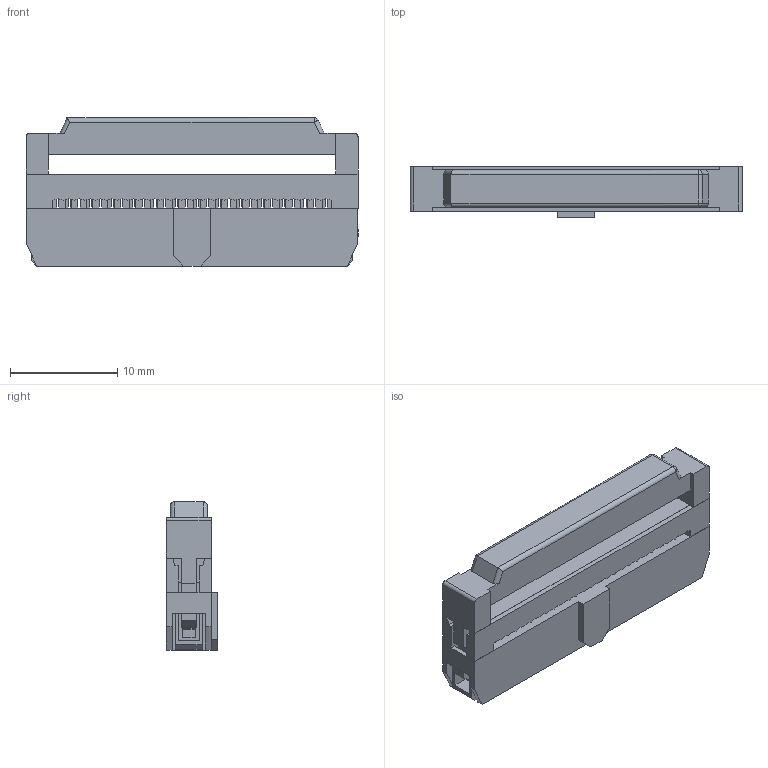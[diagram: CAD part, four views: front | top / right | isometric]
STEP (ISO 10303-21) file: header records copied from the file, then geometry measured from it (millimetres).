
FILE_DESCRIPTION( ( 'Unknown' ), '1' );
FILE_NAME( '62502623021.stp', 'Unknown', ( 'Unknown' ), ( 'Unknown' ), 'PSStep 15.0.49', 'Unknown', ' ' );
FILE_SCHEMA( ( 'AUTOMOTIVE_DESIGN { 1 0 10303 214 1 1 1 1 }' ) );
Length unit declared in the file: millimetre
Products named in the file (5): Assem1; 6250xx23021_PIN; 61202623021; 61202623021_PAD; 61202623021_Strain_relief
Assembly tree (29 placements, depth 2):
  Assem1
    6250xx23021_PIN  x26
    61202623021
    61202623021_PAD
    61202623021_Strain_relief
Bounding box: 31 x 4.8 x 13.85 mm (x, y, z)
Volume: 1248.7 mm3; surface area: 3167 mm2
Topology: 29 solids, 29 shells, 1623 faces, 4567 edges, 2996 vertices
Faces by surface type: plane 1144, cylinder 477, sphere 2
Entity records: 26785 total; most frequent: CARTESIAN_POINT 3764, ORIENTED_EDGE 3730, DIRECTION 3423, EDGE_CURVE 1865, LINE 1713, VECTOR 1713, VERTEX_POINT 1196, AXIS2_PLACEMENT_3D 855
